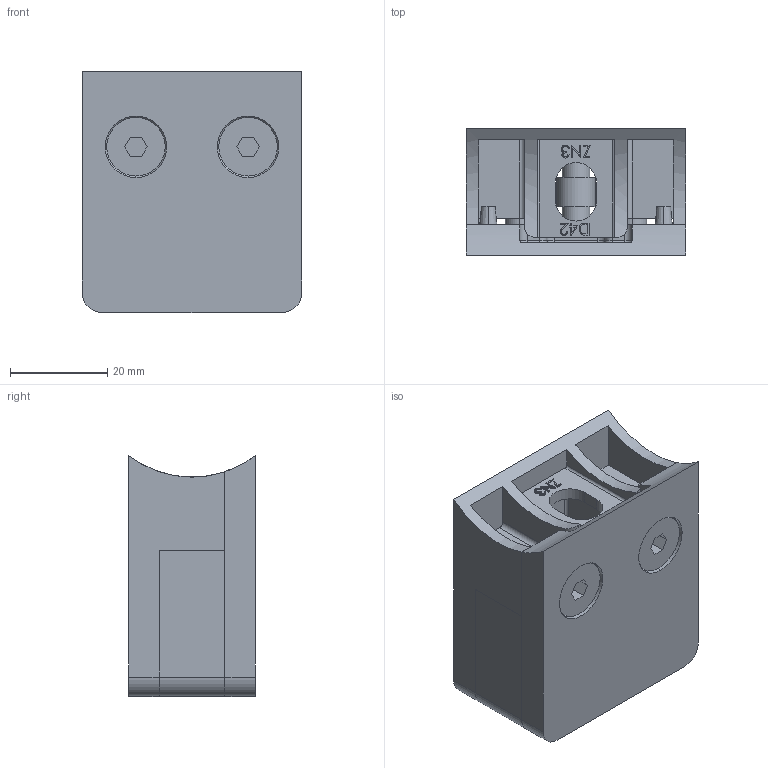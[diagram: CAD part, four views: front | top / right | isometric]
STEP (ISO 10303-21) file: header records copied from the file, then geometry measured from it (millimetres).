
FILE_DESCRIPTION (( 'STEP AP214' ), '1' );
FILE_NAME ('ZN_230P-042.STEP', '2022-10-17T09:01:10', ( '' ), ( '' ), 'SwSTEP 2.0', 'SolidWorks 2019', '' );
FILE_SCHEMA (( 'AUTOMOTIVE_DESIGN' ));
Length unit declared in the file: millimetre
Products named in the file (6): ZN_230P-042.P4; ZN_230P-042; Skrutka DIN 7991_Skrutka M 6x 16; ZN_230P-042.P2; ZN_230P-042.P1; ZN_230P-042.P3
Assembly tree (6 placements, depth 2):
  ZN_230P-042
    ZN_230P-042.P1
    ZN_230P-042.P2
    Skrutka DIN 7991_Skrutka M 6x 16  x2
    ZN_230P-042.P3
    ZN_230P-042.P4
Bounding box: 45 x 26 x 49.45 mm (x, y, z)
Volume: 25618.1 mm3; surface area: 19827.2 mm2
Topology: 8 solids, 8 shells, 653 faces, 1664 edges, 1058 vertices
Faces by surface type: plane 349, cylinder 145, bspline 101, cone 28, sphere 18, torus 12
Entity records: 25024 total; most frequent: CARTESIAN_POINT 9832, ORIENTED_EDGE 3208, DIRECTION 2806, EDGE_CURVE 1604, LINE 1078, VECTOR 1078, VERTEX_POINT 1036, AXIS2_PLACEMENT_3D 864
